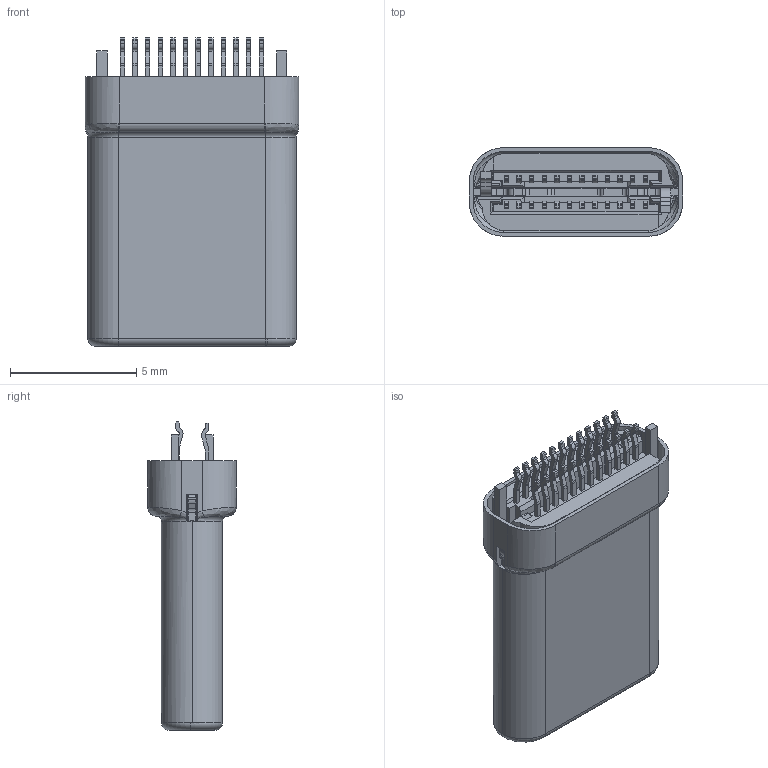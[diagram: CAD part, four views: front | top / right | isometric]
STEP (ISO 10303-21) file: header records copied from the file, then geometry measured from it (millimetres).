
FILE_DESCRIPTION(('CoCreate Modeling STEP Export'),'2;1');
FILE_NAME('0.stp','2017-07-12T22:59:18',(''),(''),'CoCreate Modeling STEP processor for AP214 (Solid Model)','CoCreate Modeling 16.00 13-May-2008 (C) Parametric Technology GmbH','');
FILE_SCHEMA(('AUTOMOTIVE_DESIGN { 1 0 10303 214 1 1 1 1 }'));
Length unit declared in the file: millimetre
Products named in the file (18): LAYER; LAYER.1; LAYER.2; LAYER.3; LAYER.4; LAYER.5; LAYER.6; LAYER.7; LAYER.8; p1
Assembly tree (8 placements, depth 2):
  LAYER
    LAYER
  LAYER.1
    LAYER
  LAYER.2
  LAYER.3
    LAYER
  LAYER.4
    LAYER.1
Bounding box: 8.45 x 3.5 x 12.2 mm (x, y, z)
Volume: 136.8 mm3; surface area: 1174.3 mm2
Topology: 1 solids, 7 shells, 2813 faces, 8431 edges, 5487 vertices
Faces by surface type: plane 2068, cylinder 677, bspline 34, torus 26, cone 8
Entity records: 92016 total; most frequent: CARTESIAN_POINT 18963, ORIENTED_EDGE 16866, DIRECTION 13298, EDGE_CURVE 8431, VECTOR 6452, LINE 6452, VERTEX_POINT 5487, AXIS2_PLACEMENT_3D 3423
